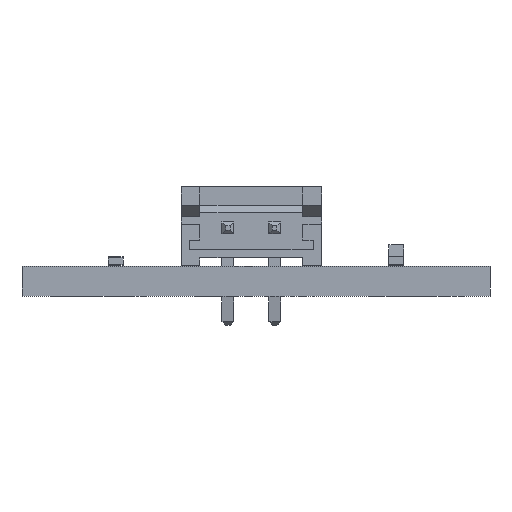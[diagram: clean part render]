
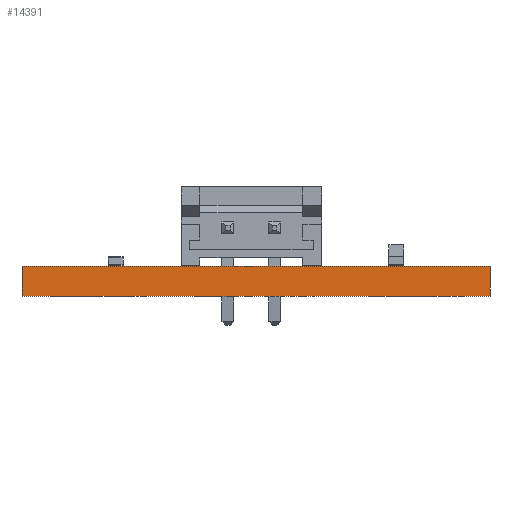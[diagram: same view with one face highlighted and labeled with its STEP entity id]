
A CAD part, left-side view. The second image highlights one B-rep face of the part: STEP entity #14391.
In plain terms, the highlighted planar face has unit normal (-1, 0, 0).
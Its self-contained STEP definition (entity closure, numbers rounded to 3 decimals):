
#14391 = ADVANCED_FACE('',(#14392),#14406,.T.);
#14392 = FACE_BOUND('',#14393,.T.);
#14393 = EDGE_LOOP('',(#14394,#14429,#14457,#14485));
#14394 = ORIENTED_EDGE('',*,*,#14395,.T.);
#14395 = EDGE_CURVE('',#14396,#14398,#14400,.T.);
#14396 = VERTEX_POINT('',#14397);
#14397 = CARTESIAN_POINT('',(-12.5,-12.5,0.));
#14398 = VERTEX_POINT('',#14399);
#14399 = CARTESIAN_POINT('',(-12.5,-12.5,1.6));
#14400 = SURFACE_CURVE('',#14401,(#14405,#14417),.PCURVE_S1.);
#14401 = LINE('',#14402,#14403);
#14402 = CARTESIAN_POINT('',(-12.5,-12.5,0.));
#14403 = VECTOR('',#14404,1.);
#14404 = DIRECTION('',(0.,0.,1.));
#14405 = PCURVE('',#14406,#14411);
#14406 = PLANE('',#14407);
#14407 = AXIS2_PLACEMENT_3D('',#14408,#14409,#14410);
#14408 = CARTESIAN_POINT('',(-12.5,-12.5,0.));
#14409 = DIRECTION('',(-1.,0.,0.));
#14410 = DIRECTION('',(0.,1.,0.));
#14411 = DEFINITIONAL_REPRESENTATION('',(#14412),#14416);
#14412 = LINE('',#14413,#14414);
#14413 = CARTESIAN_POINT('',(0.,0.));
#14414 = VECTOR('',#14415,1.);
#14415 = DIRECTION('',(0.,-1.));
#14416 = ( GEOMETRIC_REPRESENTATION_CONTEXT(2) 
PARAMETRIC_REPRESENTATION_CONTEXT() REPRESENTATION_CONTEXT('2D SPACE',''
  ) );
#14417 = PCURVE('',#14418,#14423);
#14418 = PLANE('',#14419);
#14419 = AXIS2_PLACEMENT_3D('',#14420,#14421,#14422);
#14420 = CARTESIAN_POINT('',(-10.,-12.5,0.));
#14421 = DIRECTION('',(0.,-1.,0.));
#14422 = DIRECTION('',(-1.,0.,0.));
#14423 = DEFINITIONAL_REPRESENTATION('',(#14424),#14428);
#14424 = LINE('',#14425,#14426);
#14425 = CARTESIAN_POINT('',(2.5,0.));
#14426 = VECTOR('',#14427,1.);
#14427 = DIRECTION('',(0.,-1.));
#14428 = ( GEOMETRIC_REPRESENTATION_CONTEXT(2) 
PARAMETRIC_REPRESENTATION_CONTEXT() REPRESENTATION_CONTEXT('2D SPACE',''
  ) );
#14429 = ORIENTED_EDGE('',*,*,#14430,.T.);
#14430 = EDGE_CURVE('',#14398,#14431,#14433,.T.);
#14431 = VERTEX_POINT('',#14432);
#14432 = CARTESIAN_POINT('',(-12.5,12.5,1.6));
#14433 = SURFACE_CURVE('',#14434,(#14438,#14445),.PCURVE_S1.);
#14434 = LINE('',#14435,#14436);
#14435 = CARTESIAN_POINT('',(-12.5,-12.5,1.6));
#14436 = VECTOR('',#14437,1.);
#14437 = DIRECTION('',(0.,1.,0.));
#14438 = PCURVE('',#14406,#14439);
#14439 = DEFINITIONAL_REPRESENTATION('',(#14440),#14444);
#14440 = LINE('',#14441,#14442);
#14441 = CARTESIAN_POINT('',(0.,-1.6));
#14442 = VECTOR('',#14443,1.);
#14443 = DIRECTION('',(1.,0.));
#14444 = ( GEOMETRIC_REPRESENTATION_CONTEXT(2) 
PARAMETRIC_REPRESENTATION_CONTEXT() REPRESENTATION_CONTEXT('2D SPACE',''
  ) );
#14445 = PCURVE('',#14446,#14451);
#14446 = PLANE('',#14447);
#14447 = AXIS2_PLACEMENT_3D('',#14448,#14449,#14450);
#14448 = CARTESIAN_POINT('',(-12.5,-12.5,1.6));
#14449 = DIRECTION('',(0.,0.,1.));
#14450 = DIRECTION('',(1.,0.,0.));
#14451 = DEFINITIONAL_REPRESENTATION('',(#14452),#14456);
#14452 = LINE('',#14453,#14454);
#14453 = CARTESIAN_POINT('',(0.,0.));
#14454 = VECTOR('',#14455,1.);
#14455 = DIRECTION('',(0.,1.));
#14456 = ( GEOMETRIC_REPRESENTATION_CONTEXT(2) 
PARAMETRIC_REPRESENTATION_CONTEXT() REPRESENTATION_CONTEXT('2D SPACE',''
  ) );
#14457 = ORIENTED_EDGE('',*,*,#14458,.F.);
#14458 = EDGE_CURVE('',#14459,#14431,#14461,.T.);
#14459 = VERTEX_POINT('',#14460);
#14460 = CARTESIAN_POINT('',(-12.5,12.5,0.));
#14461 = SURFACE_CURVE('',#14462,(#14466,#14473),.PCURVE_S1.);
#14462 = LINE('',#14463,#14464);
#14463 = CARTESIAN_POINT('',(-12.5,12.5,0.));
#14464 = VECTOR('',#14465,1.);
#14465 = DIRECTION('',(0.,0.,1.));
#14466 = PCURVE('',#14406,#14467);
#14467 = DEFINITIONAL_REPRESENTATION('',(#14468),#14472);
#14468 = LINE('',#14469,#14470);
#14469 = CARTESIAN_POINT('',(25.,0.));
#14470 = VECTOR('',#14471,1.);
#14471 = DIRECTION('',(0.,-1.));
#14472 = ( GEOMETRIC_REPRESENTATION_CONTEXT(2) 
PARAMETRIC_REPRESENTATION_CONTEXT() REPRESENTATION_CONTEXT('2D SPACE',''
  ) );
#14473 = PCURVE('',#14474,#14479);
#14474 = PLANE('',#14475);
#14475 = AXIS2_PLACEMENT_3D('',#14476,#14477,#14478);
#14476 = CARTESIAN_POINT('',(-12.5,12.5,0.));
#14477 = DIRECTION('',(0.,1.,0.));
#14478 = DIRECTION('',(1.,0.,0.));
#14479 = DEFINITIONAL_REPRESENTATION('',(#14480),#14484);
#14480 = LINE('',#14481,#14482);
#14481 = CARTESIAN_POINT('',(0.,0.));
#14482 = VECTOR('',#14483,1.);
#14483 = DIRECTION('',(0.,-1.));
#14484 = ( GEOMETRIC_REPRESENTATION_CONTEXT(2) 
PARAMETRIC_REPRESENTATION_CONTEXT() REPRESENTATION_CONTEXT('2D SPACE',''
  ) );
#14485 = ORIENTED_EDGE('',*,*,#14486,.F.);
#14486 = EDGE_CURVE('',#14396,#14459,#14487,.T.);
#14487 = SURFACE_CURVE('',#14488,(#14492,#14499),.PCURVE_S1.);
#14488 = LINE('',#14489,#14490);
#14489 = CARTESIAN_POINT('',(-12.5,-12.5,0.));
#14490 = VECTOR('',#14491,1.);
#14491 = DIRECTION('',(0.,1.,0.));
#14492 = PCURVE('',#14406,#14493);
#14493 = DEFINITIONAL_REPRESENTATION('',(#14494),#14498);
#14494 = LINE('',#14495,#14496);
#14495 = CARTESIAN_POINT('',(0.,0.));
#14496 = VECTOR('',#14497,1.);
#14497 = DIRECTION('',(1.,0.));
#14498 = ( GEOMETRIC_REPRESENTATION_CONTEXT(2) 
PARAMETRIC_REPRESENTATION_CONTEXT() REPRESENTATION_CONTEXT('2D SPACE',''
  ) );
#14499 = PCURVE('',#14500,#14505);
#14500 = PLANE('',#14501);
#14501 = AXIS2_PLACEMENT_3D('',#14502,#14503,#14504);
#14502 = CARTESIAN_POINT('',(-12.5,-12.5,0.));
#14503 = DIRECTION('',(0.,0.,1.));
#14504 = DIRECTION('',(1.,0.,0.));
#14505 = DEFINITIONAL_REPRESENTATION('',(#14506),#14510);
#14506 = LINE('',#14507,#14508);
#14507 = CARTESIAN_POINT('',(0.,0.));
#14508 = VECTOR('',#14509,1.);
#14509 = DIRECTION('',(0.,1.));
#14510 = ( GEOMETRIC_REPRESENTATION_CONTEXT(2) 
PARAMETRIC_REPRESENTATION_CONTEXT() REPRESENTATION_CONTEXT('2D SPACE',''
  ) );
